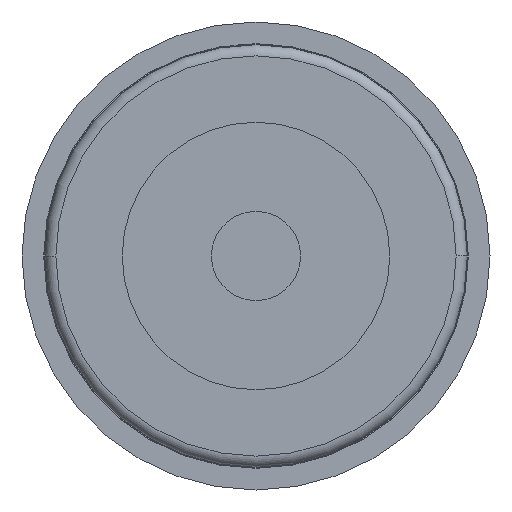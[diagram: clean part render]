
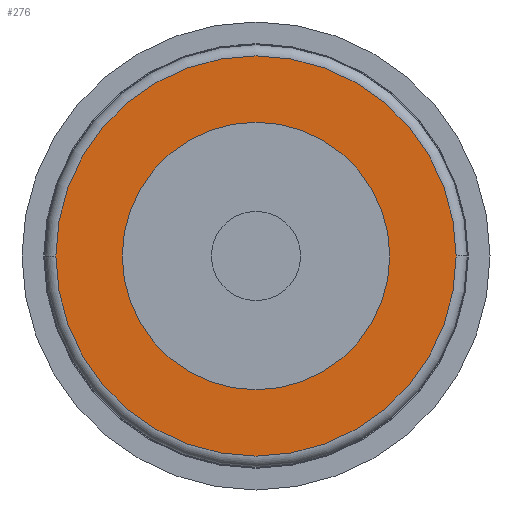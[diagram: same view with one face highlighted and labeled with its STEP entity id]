
A CAD part, front view. The second image highlights one B-rep face of the part: STEP entity #276.
In plain terms, the highlighted planar face has unit normal (0, -1, 0).
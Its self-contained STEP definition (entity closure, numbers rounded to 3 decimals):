
#38 = DIRECTION ( 'NONE',  ( 0., 1., 0. ) ) ;
#49 = ORIENTED_EDGE ( 'NONE', *, *, #2125, .T. ) ;
#58 = CARTESIAN_POINT ( 'NONE',  ( 9.48, -43., 0. ) ) ;
#161 = VERTEX_POINT ( 'NONE', #3342 ) ;
#167 = DIRECTION ( 'NONE',  ( 0., -1., 0. ) ) ;
#257 = CARTESIAN_POINT ( 'NONE',  ( 0., -43., 0. ) ) ;
#276 = ADVANCED_FACE ( 'Defeature ausgef�hrt3_8', ( #634, #2326 ), #825, .F. ) ;
#291 = DIRECTION ( 'NONE',  ( 0., -1., 0. ) ) ;
#507 = ORIENTED_EDGE ( 'NONE', *, *, #2794, .T. ) ;
#519 = EDGE_CURVE ( 'Defeature ausgef�hrt3_8+Defeature ausgef�hrt3_14+Defeature ausgef�hrt3_14+Defeature ausgef�hrt3_14', #161, #1799, #1208, .T. ) ;
#557 = DIRECTION ( 'NONE',  ( -1., 0., 0. ) ) ;
#634 = FACE_OUTER_BOUND ( 'NONE', #1373, .T. ) ;
#814 = CARTESIAN_POINT ( 'NONE',  ( 0., -43., 6. ) ) ;
#825 = PLANE ( 'NONE',  #2926 ) ;
#859 = CARTESIAN_POINT ( 'NONE',  ( 0., -43., -6. ) ) ;
#885 = CIRCLE ( 'NONE', #2884, 6. ) ;
#963 = DIRECTION ( 'NONE',  ( -1., 0., 0. ) ) ;
#1011 = CIRCLE ( 'NONE', #1605, 8.98 ) ;
#1050 = AXIS2_PLACEMENT_3D ( 'NONE', #257, #2561, #1288 ) ;
#1154 = ORIENTED_EDGE ( 'NONE', *, *, #1982, .T. ) ;
#1208 = CIRCLE ( 'NONE', #2030, 8.98 ) ;
#1288 = DIRECTION ( 'NONE',  ( 0., 0., -1. ) ) ;
#1373 = EDGE_LOOP ( 'NONE', ( #507, #1934 ) ) ;
#1605 = AXIS2_PLACEMENT_3D ( 'NONE', #3106, #291, #557 ) ;
#1799 = VERTEX_POINT ( 'NONE', #2140 ) ;
#1872 = DIRECTION ( 'NONE',  ( 0., 1., 0. ) ) ;
#1874 = CARTESIAN_POINT ( 'NONE',  ( 0., -43., 0. ) ) ;
#1934 = ORIENTED_EDGE ( 'NONE', *, *, #519, .T. ) ;
#1982 = EDGE_CURVE ( 'Defeature ausgef�hrt3_8+Defeature ausgef�hrt3_1+Defeature ausgef�hrt3_1+Defeature ausgef�hrt3_1', #2870, #3244, #2413, .T. ) ;
#1995 = EDGE_LOOP ( 'NONE', ( #49, #1154 ) ) ;
#2030 = AXIS2_PLACEMENT_3D ( 'NONE', #3223, #167, #963 ) ;
#2125 = EDGE_CURVE ( 'Defeature ausgef�hrt3_8+Defeature ausgef�hrt3_1+Defeature ausgef�hrt3_1+Defeature ausgef�hrt3_1', #3244, #2870, #885, .T. ) ;
#2140 = CARTESIAN_POINT ( 'NONE',  ( -8.98, -43., 0. ) ) ;
#2326 = FACE_BOUND ( 'NONE', #1995, .T. ) ;
#2354 = DIRECTION ( 'NONE',  ( -1., 0., 0. ) ) ;
#2413 = CIRCLE ( 'NONE', #1050, 6. ) ;
#2561 = DIRECTION ( 'NONE',  ( 0., 1., 0. ) ) ;
#2794 = EDGE_CURVE ( 'Defeature ausgef�hrt3_8+Defeature ausgef�hrt3_14+Defeature ausgef�hrt3_14+Defeature ausgef�hrt3_14', #1799, #161, #1011, .T. ) ;
#2870 = VERTEX_POINT ( 'NONE', #859 ) ;
#2884 = AXIS2_PLACEMENT_3D ( 'NONE', #1874, #38, #3142 ) ;
#2926 = AXIS2_PLACEMENT_3D ( 'NONE', #58, #1872, #2354 ) ;
#3106 = CARTESIAN_POINT ( 'NONE',  ( 0., -43., 0. ) ) ;
#3142 = DIRECTION ( 'NONE',  ( 0., 0., -1. ) ) ;
#3223 = CARTESIAN_POINT ( 'NONE',  ( 0., -43., 0. ) ) ;
#3244 = VERTEX_POINT ( 'NONE', #814 ) ;
#3342 = CARTESIAN_POINT ( 'NONE',  ( 8.98, -43., 0. ) ) ;
